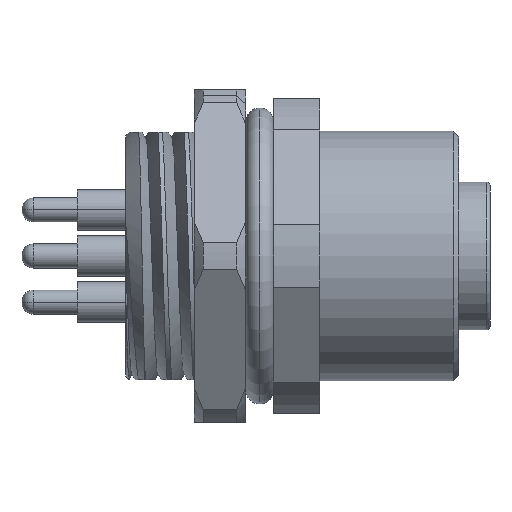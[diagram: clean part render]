
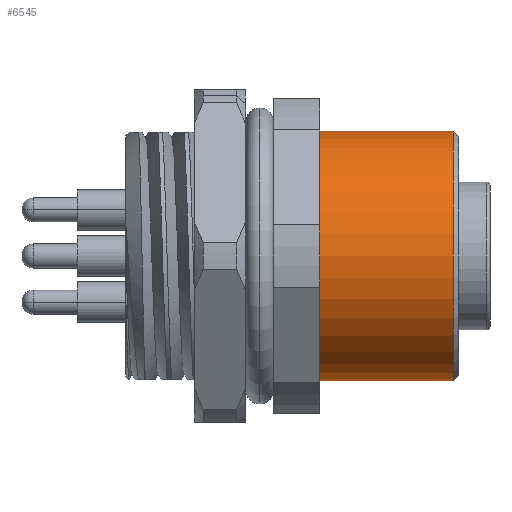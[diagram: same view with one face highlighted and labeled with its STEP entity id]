
A CAD part, front view. The second image highlights one B-rep face of the part: STEP entity #6545.
In plain terms, the highlighted cylindrical face has radius 6.75 mm (diameter 13.5 mm), a partial arc.
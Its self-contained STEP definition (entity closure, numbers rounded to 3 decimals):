
#481 = ORIENTED_EDGE ( 'NONE', *, *, #3522, .T. ) ;
#634 = DIRECTION ( 'NONE',  ( -1., 0., 0. ) ) ;
#1907 = CARTESIAN_POINT ( 'NONE',  ( 4.2, 0., 6.75 ) ) ;
#2258 = ORIENTED_EDGE ( 'NONE', *, *, #9309, .F. ) ;
#2763 = EDGE_CURVE ( 'NONE', #11289, #4905, #3677, .T. ) ;
#2773 = CARTESIAN_POINT ( 'NONE',  ( 4.2, 0., -6.75 ) ) ;
#2933 = VERTEX_POINT ( 'NONE', #8994 ) ;
#3188 = CARTESIAN_POINT ( 'NONE',  ( -40.569, 0., 6.75 ) ) ;
#3403 = AXIS2_PLACEMENT_3D ( 'NONE', #7099, #5259, #10563 ) ;
#3522 = EDGE_CURVE ( 'NONE', #4905, #2933, #4056, .T. ) ;
#3677 = CIRCLE ( 'NONE', #5768, 6.75 ) ;
#4056 = LINE ( 'NONE', #3188, #8080 ) ;
#4261 = FACE_OUTER_BOUND ( 'NONE', #6986, .T. ) ;
#4759 = CARTESIAN_POINT ( 'NONE',  ( -3., 0., 0. ) ) ;
#4905 = VERTEX_POINT ( 'NONE', #1907 ) ;
#5010 = AXIS2_PLACEMENT_3D ( 'NONE', #4759, #5597, #9188 ) ;
#5039 = DIRECTION ( 'NONE',  ( 0., 0., 1. ) ) ;
#5211 = CIRCLE ( 'NONE', #5010, 6.75 ) ;
#5259 = DIRECTION ( 'NONE',  ( -1., 0., 0. ) ) ;
#5419 = DIRECTION ( 'NONE',  ( -1., 0., 0. ) ) ;
#5597 = DIRECTION ( 'NONE',  ( -1., 0., 0. ) ) ;
#5623 = VERTEX_POINT ( 'NONE', #11384 ) ;
#5768 = AXIS2_PLACEMENT_3D ( 'NONE', #8466, #634, #5039 ) ;
#6305 = LINE ( 'NONE', #8074, #8432 ) ;
#6545 = ADVANCED_FACE ( 'NONE', ( #4261 ), #7860, .T. ) ;
#6772 = DIRECTION ( 'NONE',  ( -1., 0., 0. ) ) ;
#6986 = EDGE_LOOP ( 'NONE', ( #2258, #10339, #481, #11320 ) ) ;
#7099 = CARTESIAN_POINT ( 'NONE',  ( -40.569, 0., 0. ) ) ;
#7860 = CYLINDRICAL_SURFACE ( 'NONE', #3403, 6.75 ) ;
#8074 = CARTESIAN_POINT ( 'NONE',  ( -40.569, 0., -6.75 ) ) ;
#8080 = VECTOR ( 'NONE', #6772, 1000. ) ;
#8432 = VECTOR ( 'NONE', #5419, 1000. ) ;
#8466 = CARTESIAN_POINT ( 'NONE',  ( 4.2, 0., 0. ) ) ;
#8994 = CARTESIAN_POINT ( 'NONE',  ( -3., 0., 6.75 ) ) ;
#9188 = DIRECTION ( 'NONE',  ( 0., 0., 1. ) ) ;
#9309 = EDGE_CURVE ( 'NONE', #11289, #5623, #6305, .T. ) ;
#10150 = EDGE_CURVE ( 'NONE', #5623, #2933, #5211, .T. ) ;
#10339 = ORIENTED_EDGE ( 'NONE', *, *, #2763, .T. ) ;
#10563 = DIRECTION ( 'NONE',  ( 0., 0., 1. ) ) ;
#11289 = VERTEX_POINT ( 'NONE', #2773 ) ;
#11320 = ORIENTED_EDGE ( 'NONE', *, *, #10150, .F. ) ;
#11384 = CARTESIAN_POINT ( 'NONE',  ( -3., 0., -6.75 ) ) ;
